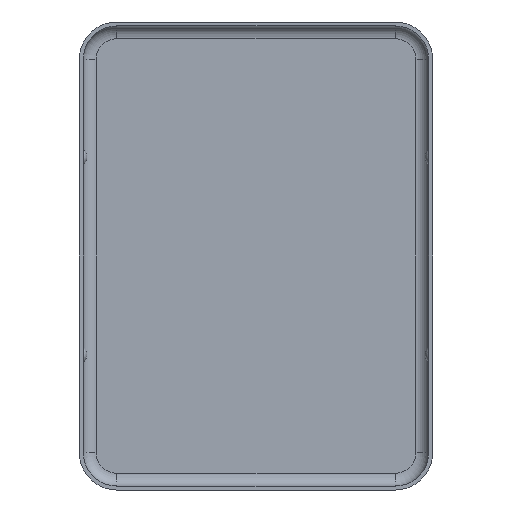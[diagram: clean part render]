
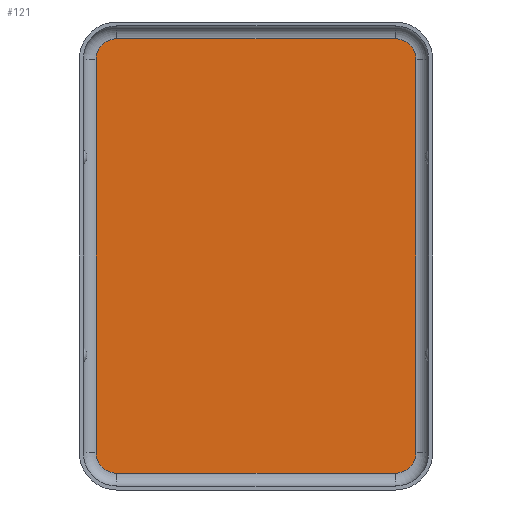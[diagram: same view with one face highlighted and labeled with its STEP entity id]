
A CAD part, front view. The second image highlights one B-rep face of the part: STEP entity #121.
In plain terms, the highlighted planar face has unit normal (0, -1, 0).
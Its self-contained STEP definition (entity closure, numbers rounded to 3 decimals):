
#121 = ADVANCED_FACE( 'NONE', ( #258 ), #259, .T. );
#258 = FACE_OUTER_BOUND( '', #403, .T. );
#259 = PLANE( '', #404 );
#403 = EDGE_LOOP( '', ( #673, #674, #675, #676, #677, #678, #679, #680 ) );
#404 = AXIS2_PLACEMENT_3D( '', #681, #682, #683 );
#673 = ORIENTED_EDGE( '', *, *, #837, .F. );
#674 = ORIENTED_EDGE( '', *, *, #819, .F. );
#675 = ORIENTED_EDGE( '', *, *, #877, .F. );
#676 = ORIENTED_EDGE( '', *, *, #903, .T. );
#677 = ORIENTED_EDGE( '', *, *, #904, .T. );
#678 = ORIENTED_EDGE( '', *, *, #905, .F. );
#679 = ORIENTED_EDGE( '', *, *, #883, .T. );
#680 = ORIENTED_EDGE( '', *, *, #870, .T. );
#681 = CARTESIAN_POINT( '', ( 7.05, 0., -9.95 ) );
#682 = DIRECTION( '', ( 0., -1., 0. ) );
#683 = DIRECTION( '', ( 0., 0., -1. ) );
#819 = EDGE_CURVE( 'NONE', #963, #965, #966, .T. );
#837 = EDGE_CURVE( 'NONE', #965, #993, #994, .T. );
#870 = EDGE_CURVE( 'NONE', #1043, #993, #1044, .T. );
#877 = EDGE_CURVE( 'NONE', #1052, #963, #1054, .T. );
#883 = EDGE_CURVE( 'NONE', #1061, #1043, #1062, .T. );
#903 = EDGE_CURVE( 'NONE', #1052, #1085, #1086, .T. );
#904 = EDGE_CURVE( 'NONE', #1085, #1087, #1088, .T. );
#905 = EDGE_CURVE( 'NONE', #1061, #1087, #1089, .T. );
#963 = VERTEX_POINT( 'NONE', #1158 );
#965 = VERTEX_POINT( 'NONE', #1160 );
#966 = CIRCLE( '', #1161, 1.05 );
#993 = VERTEX_POINT( 'NONE', #1196 );
#994 = LINE( '', #1197, #1198 );
#1043 = VERTEX_POINT( 'NONE', #1258 );
#1044 = CIRCLE( '', #1259, 1.05 );
#1052 = VERTEX_POINT( 'NONE', #1268 );
#1054 = LINE( '', #1270, #1271 );
#1061 = VERTEX_POINT( 'NONE', #1279 );
#1062 = LINE( '', #1280, #1281 );
#1085 = VERTEX_POINT( 'NONE', #1309 );
#1086 = CIRCLE( '', #1310, 1.05 );
#1087 = VERTEX_POINT( 'NONE', #1311 );
#1088 = LINE( '', #1312, #1313 );
#1089 = CIRCLE( '', #1314, 1.05 );
#1158 = CARTESIAN_POINT( '', ( 8.1, 0., -9.95 ) );
#1160 = CARTESIAN_POINT( '', ( 7.05, 0., -11. ) );
#1161 = AXIS2_PLACEMENT_3D( '', #1372, #1373, #1374 );
#1196 = CARTESIAN_POINT( '', ( -7.05, 0., -11. ) );
#1197 = CARTESIAN_POINT( '', ( 7.05, 0., -11. ) );
#1198 = VECTOR( '', #1398, 1000. );
#1258 = CARTESIAN_POINT( '', ( -8.1, 0., -9.95 ) );
#1259 = AXIS2_PLACEMENT_3D( '', #1446, #1447, #1448 );
#1268 = CARTESIAN_POINT( '', ( 8.1, 0., 9.95 ) );
#1270 = CARTESIAN_POINT( '', ( 8.1, 0., 0. ) );
#1271 = VECTOR( '', #1459, 1000. );
#1279 = CARTESIAN_POINT( '', ( -8.1, 0., 9.95 ) );
#1280 = CARTESIAN_POINT( '', ( -8.1, 0., 0. ) );
#1281 = VECTOR( '', #1464, 1000. );
#1309 = CARTESIAN_POINT( '', ( 7.05, 0., 11. ) );
#1310 = AXIS2_PLACEMENT_3D( '', #1494, #1495, #1496 );
#1311 = CARTESIAN_POINT( '', ( -7.05, 0., 11. ) );
#1312 = CARTESIAN_POINT( '', ( 7.05, 0., 11. ) );
#1313 = VECTOR( '', #1497, 1000. );
#1314 = AXIS2_PLACEMENT_3D( '', #1498, #1499, #1500 );
#1372 = CARTESIAN_POINT( '', ( 7.05, 0., -9.95 ) );
#1373 = DIRECTION( '', ( 0., 1., 0. ) );
#1374 = DIRECTION( '', ( 0., 0., 1. ) );
#1398 = DIRECTION( '', ( -1., 0., 0. ) );
#1446 = CARTESIAN_POINT( '', ( -7.05, 0., -9.95 ) );
#1447 = DIRECTION( '', ( 0., -1., 0. ) );
#1448 = DIRECTION( '', ( 0., 0., 1. ) );
#1459 = DIRECTION( '', ( 0., 0., -1. ) );
#1464 = DIRECTION( '', ( 0., 0., -1. ) );
#1494 = CARTESIAN_POINT( '', ( 7.05, 0., 9.95 ) );
#1495 = DIRECTION( '', ( 0., -1., 0. ) );
#1496 = DIRECTION( '', ( 0., 0., -1. ) );
#1497 = DIRECTION( '', ( -1., 0., 0. ) );
#1498 = CARTESIAN_POINT( '', ( -7.05, 0., 9.95 ) );
#1499 = DIRECTION( '', ( 0., 1., 0. ) );
#1500 = DIRECTION( '', ( 0., 0., -1. ) );
